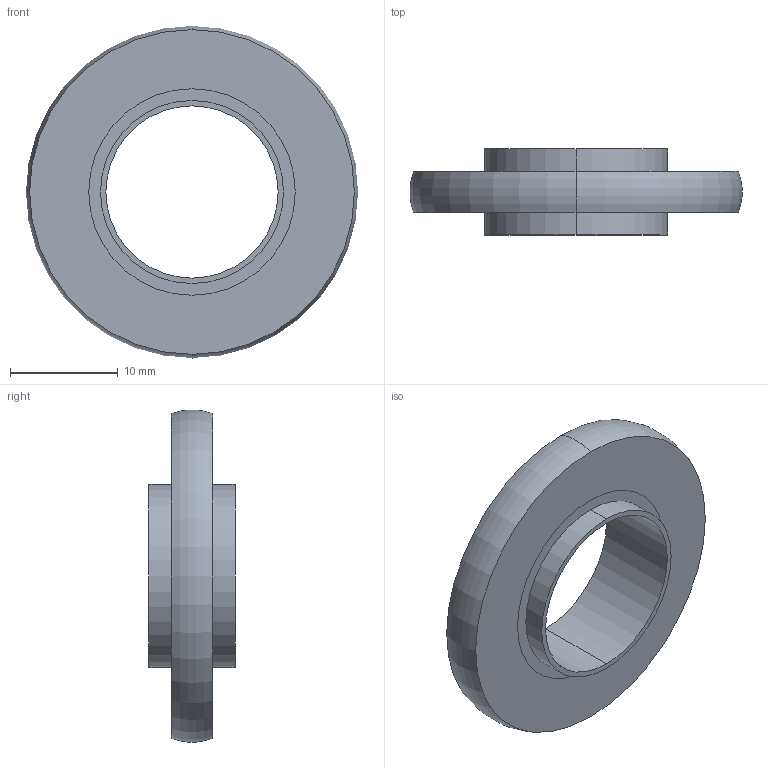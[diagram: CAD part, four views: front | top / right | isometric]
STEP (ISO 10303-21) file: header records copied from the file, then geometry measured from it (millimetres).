
FILE_DESCRIPTION (( 'STEP AP203' ), '1' );
FILE_NAME ('P101242.step', '2014-09-25T15:09:34', ( 'Rick' ), ( 'Microsoft' ), 'SwSTEP 2.0', 'SolidWorks 2014', '' );
FILE_SCHEMA (( 'CONFIG_CONTROL_DESIGN' ));
Length unit declared in the file: millimetre
Products named in the file (1): P101242
Bounding box: 30.84 x 8 x 30.84 mm (x, y, z)
Volume: 2151.4 mm3; surface area: 2485.9 mm2
Topology: 2 solids, 2 shells, 22 faces, 44 edges, 28 vertices
Faces by surface type: torus 10, cylinder 6, plane 6
Entity records: 677 total; most frequent: DIRECTION 128, CARTESIAN_POINT 95, ORIENTED_EDGE 88, AXIS2_PLACEMENT_3D 61, EDGE_CURVE 44, CIRCLE 38, EDGE_LOOP 28, VERTEX_POINT 28
